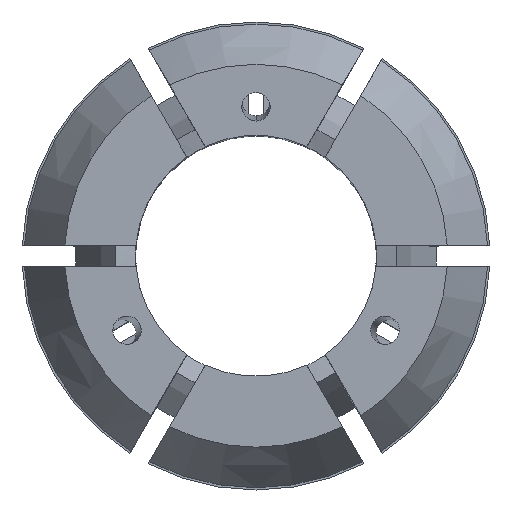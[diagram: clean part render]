
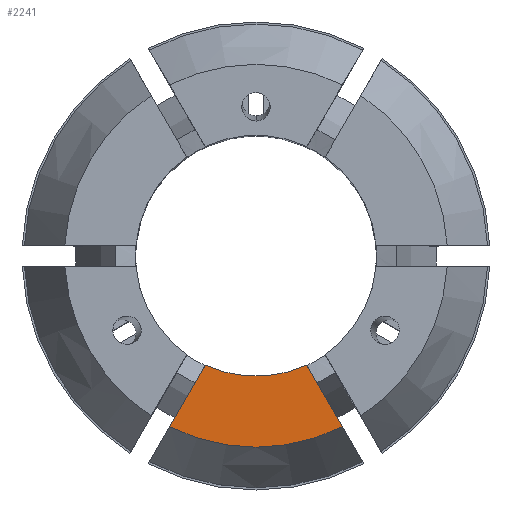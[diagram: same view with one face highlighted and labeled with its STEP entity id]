
A CAD part, top view. The second image highlights one B-rep face of the part: STEP entity #2241.
In plain terms, the highlighted planar face has unit normal (0, 0, 1).
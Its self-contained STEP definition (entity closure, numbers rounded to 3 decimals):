
#22 = DIRECTION ( 'NONE',  ( 0., 0., 1. ) ) ;
#37 = DIRECTION ( 'NONE',  ( 1., 0., 0. ) ) ;
#195 = EDGE_CURVE ( 'NONE', #1193, #2202, #1358, .T. ) ;
#392 = AXIS2_PLACEMENT_3D ( 'NONE', #2716, #2992, #3595 ) ;
#419 = ORIENTED_EDGE ( 'NONE', *, *, #1952, .F. ) ;
#804 = EDGE_CURVE ( 'NONE', #1820, #2202, #3338, .T. ) ;
#943 = CARTESIAN_POINT ( 'NONE',  ( -3.584, -7.708, 40. ) ) ;
#954 = VECTOR ( 'NONE', #2816, 1000. ) ;
#1047 = CARTESIAN_POINT ( 'NONE',  ( 3.584, -7.708, 40. ) ) ;
#1146 = CARTESIAN_POINT ( 'NONE',  ( 6.495, 9.75, 40. ) ) ;
#1170 = VECTOR ( 'NONE', #3307, 1000. ) ;
#1193 = VERTEX_POINT ( 'NONE', #943 ) ;
#1358 = LINE ( 'NONE', #1146, #1170 ) ;
#1613 = CARTESIAN_POINT ( 'NONE',  ( -6.495, 9.75, 40. ) ) ;
#1820 = VERTEX_POINT ( 'NONE', #1827 ) ;
#1827 = CARTESIAN_POINT ( 'NONE',  ( 6.09, -12.048, 40. ) ) ;
#1952 = EDGE_CURVE ( 'NONE', #1193, #2100, #2500, .T. ) ;
#2085 = DIRECTION ( 'NONE',  ( 0., 0., -1. ) ) ;
#2100 = VERTEX_POINT ( 'NONE', #1047 ) ;
#2202 = VERTEX_POINT ( 'NONE', #3244 ) ;
#2241 = ADVANCED_FACE ( 'NONE', ( #2613 ), #2410, .T. ) ;
#2370 = DIRECTION ( 'NONE',  ( -1., 0., 0. ) ) ;
#2410 = PLANE ( 'NONE',  #392 ) ;
#2500 = CIRCLE ( 'NONE', #3151, 8.5 ) ;
#2613 = FACE_OUTER_BOUND ( 'NONE', #2690, .T. ) ;
#2690 = EDGE_LOOP ( 'NONE', ( #419, #3200, #3160, #3046 ) ) ;
#2716 = CARTESIAN_POINT ( 'NONE',  ( 0., 13.499, 40. ) ) ;
#2729 = EDGE_CURVE ( 'NONE', #2100, #1820, #2911, .T. ) ;
#2816 = DIRECTION ( 'NONE',  ( 0.5, -0.866, 0. ) ) ;
#2911 = LINE ( 'NONE', #1613, #954 ) ;
#2992 = DIRECTION ( 'NONE',  ( 0., 0., 1. ) ) ;
#3046 = ORIENTED_EDGE ( 'NONE', *, *, #2729, .F. ) ;
#3151 = AXIS2_PLACEMENT_3D ( 'NONE', #3637, #22, #37 ) ;
#3160 = ORIENTED_EDGE ( 'NONE', *, *, #804, .F. ) ;
#3200 = ORIENTED_EDGE ( 'NONE', *, *, #195, .T. ) ;
#3244 = CARTESIAN_POINT ( 'NONE',  ( -6.09, -12.048, 40. ) ) ;
#3307 = DIRECTION ( 'NONE',  ( -0.5, -0.866, 0. ) ) ;
#3312 = AXIS2_PLACEMENT_3D ( 'NONE', #3889, #2085, #2370 ) ;
#3338 = CIRCLE ( 'NONE', #3312, 13.499 ) ;
#3595 = DIRECTION ( 'NONE',  ( 1., 0., 0. ) ) ;
#3637 = CARTESIAN_POINT ( 'NONE',  ( 0., 0., 40. ) ) ;
#3889 = CARTESIAN_POINT ( 'NONE',  ( 0., 0., 40. ) ) ;
